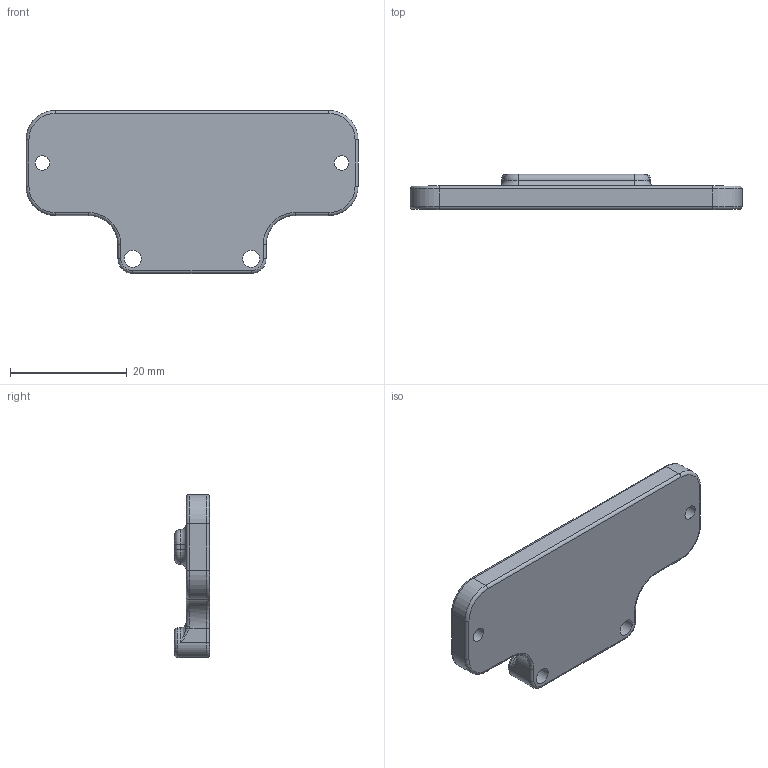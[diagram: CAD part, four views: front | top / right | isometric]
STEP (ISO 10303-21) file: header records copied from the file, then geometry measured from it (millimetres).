
FILE_DESCRIPTION(/* description */ (''),/* implementation_level */ '2;1');
FILE_NAME(/* name */ 'Max31865_DIN_Mount.step',/* time_stamp */ '2024-02-29T13:45:40-06:00',/* author */ (''),/* organization */ (''),/* preprocessor_version */ 'ST-DEVELOPER v20',/* originating_system */ 'Autodesk Translation Framework v12.20.1.177',/* authorisation */ '');
FILE_SCHEMA (('AUTOMOTIVE_DESIGN { 1 0 10303 214 3 1 1 }'));
Length unit declared in the file: millimetre
Products named in the file (1): FusionComponent
Bounding box: 56.9 x 6 x 27.94 mm (x, y, z)
Volume: 5290.5 mm3; surface area: 3318.1 mm2
Topology: 1 solids, 1 shells, 79 faces, 193 edges, 111 vertices
Faces by surface type: cylinder 34, torus 28, plane 11, bspline 6
Full cylindrical faces by diameter (mm): 2.5 x2, 2.9 x2, 5.08 x2
Entity records: 2543 total; most frequent: CARTESIAN_POINT 618, DIRECTION 440, ORIENTED_EDGE 378, EDGE_CURVE 189, AXIS2_PLACEMENT_3D 189, CIRCLE 115, VERTEX_POINT 111, EDGE_LOOP 86
